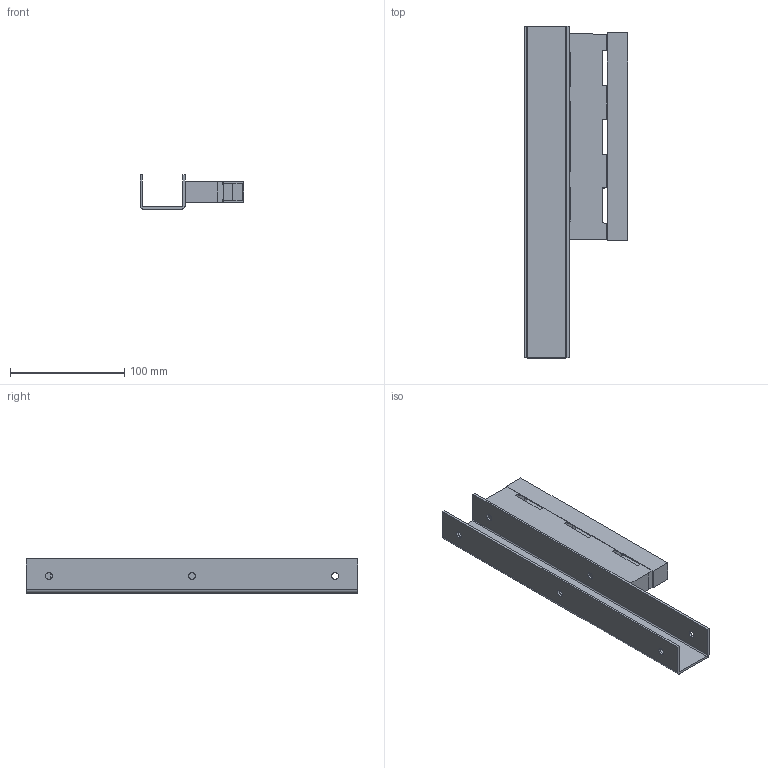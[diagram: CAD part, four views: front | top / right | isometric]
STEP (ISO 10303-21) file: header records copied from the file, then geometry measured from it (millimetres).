
FILE_DESCRIPTION((''),'2;1');
FILE_NAME('001341880_LG_T6_A_EPLAN_ASM','2023-03-08T14:38:10',('klemen.sitar'),('Audax d.o.o.'),'CREO PARAMETRIC BY PTC INC, 2021304','CREO PARAMETRIC BY PTC INC, 2021304','');
FILE_SCHEMA(('AP242_MANAGED_MODEL_BASED_3D_ENGINEERING_MIM_LF { 1 0 10303 442 1 1 4 }'));
Length unit declared in the file: millimetre
Products named in the file (6): PRT0005; 33675_L_SST-UNTERTEIL_3-POLIG_2; 67481_EJOT-PT-SCHRAUBE_1_1_1_2_; PRT8782_1_1_1; G1430001_L_SAMMELSCHIENENTRAE_2_ASM; 001341880_LG_T6_A_EPLAN_ASM
Assembly tree (8 placements, depth 3):
  001341880_LG_T6_A_EPLAN_ASM
    PRT0005
    G1430001_L_SAMMELSCHIENENTRAE_2_ASM
      33675_L_SST-UNTERTEIL_3-POLIG_2
      67481_EJOT-PT-SCHRAUBE_1_1_1_2_  x4
      PRT8782_1_1_1
Bounding box: 90.71 x 290 x 30 mm (x, y, z)
Volume: 162949.1 mm3; surface area: 109122.8 mm2
Topology: 7 solids, 7 shells, 971 faces, 2323 edges, 1398 vertices
Faces by surface type: plane 705, cylinder 128, torus 94, cone 32, sphere 12
Entity records: 21058 total; most frequent: CARTESIAN_POINT 2985, DIRECTION 2774, ORIENTED_EDGE 2692, PRESENTATION_STYLE_ASSIGNMENT 1350, STYLED_ITEM 1350, CURVE_STYLE 1346, EDGE_CURVE 1346, AXIS2_PLACEMENT_3D 930
